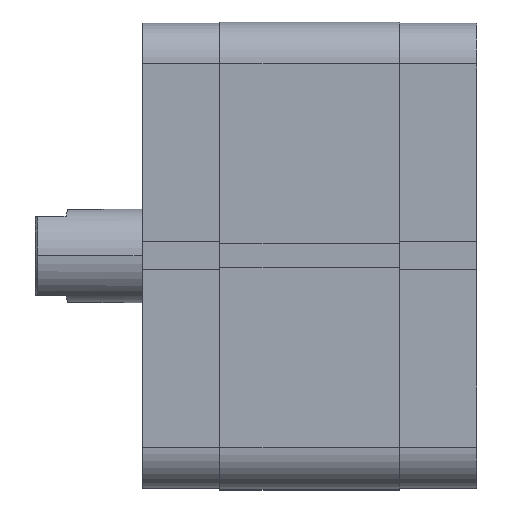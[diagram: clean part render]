
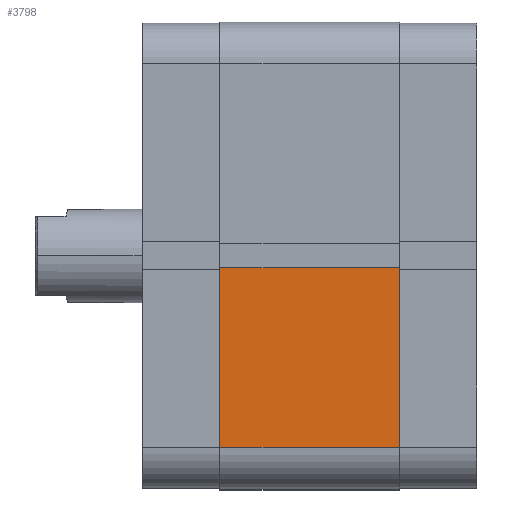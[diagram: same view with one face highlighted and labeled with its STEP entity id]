
A CAD part, top view. The second image highlights one B-rep face of the part: STEP entity #3798.
In plain terms, the highlighted face is planar.
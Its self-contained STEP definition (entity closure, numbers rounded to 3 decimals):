
#620 = EDGE_LOOP ( 'NONE', ( #3272, #3282, #3283, #3284 ) ) ;
#1121 = LINE ( 'NONE', #4225, #2349 ) ;
#1401 = EDGE_CURVE ( 'NONE', #6030, #6042, #1121, .T. ) ;
#1428 = EDGE_CURVE ( 'NONE', #6033, #6034, #2408, .T. ) ;
#1477 = EDGE_CURVE ( 'NONE', #6030, #6033, #2505, .T. ) ;
#1478 = EDGE_CURVE ( 'NONE', #6042, #6034, #2507, .T. ) ;
#2172 = AXIS2_PLACEMENT_3D ( 'NONE', #5256, #5259, #5260 ) ;
#2349 = VECTOR ( 'NONE', #4226, 1000. ) ;
#2408 = LINE ( 'NONE', #4286, #2412 ) ;
#2412 = VECTOR ( 'NONE', #4289, 1000. ) ;
#2505 = LINE ( 'NONE', #4392, #2506 ) ;
#2506 = VECTOR ( 'NONE', #4393, 1000. ) ;
#2507 = LINE ( 'NONE', #4394, #2508 ) ;
#2508 = VECTOR ( 'NONE', #4395, 1000. ) ;
#3115 = FACE_OUTER_BOUND ( 'NONE', #620, .T. ) ;
#3272 = ORIENTED_EDGE ( 'NONE', *, *, #1428, .T. ) ;
#3282 = ORIENTED_EDGE ( 'NONE', *, *, #1478, .F. ) ;
#3283 = ORIENTED_EDGE ( 'NONE', *, *, #1401, .F. ) ;
#3284 = ORIENTED_EDGE ( 'NONE', *, *, #1477, .T. ) ;
#3798 = ADVANCED_FACE ( 'NONE', ( #3115 ), #5257, .F. ) ;
#4225 = CARTESIAN_POINT ( 'NONE',  ( 2.6, 50., 38.5 ) ) ;
#4226 = DIRECTION ( 'NONE',  ( -1., 0., 0. ) ) ;
#4286 = CARTESIAN_POINT ( 'NONE',  ( 2.6, 50., 0. ) ) ;
#4289 = DIRECTION ( 'NONE',  ( -1., 0., 0. ) ) ;
#4392 = CARTESIAN_POINT ( 'NONE',  ( 41., 50., 38.5 ) ) ;
#4393 = DIRECTION ( 'NONE',  ( 0., 0., -1. ) ) ;
#4394 = CARTESIAN_POINT ( 'NONE',  ( 2.6, 50., 38.5 ) ) ;
#4395 = DIRECTION ( 'NONE',  ( 0., 0., -1. ) ) ;
#5256 = CARTESIAN_POINT ( 'NONE',  ( 2.6, 50., 38.5 ) ) ;
#5257 = PLANE ( 'NONE',  #2172 ) ;
#5259 = DIRECTION ( 'NONE',  ( 0., -1., 0. ) ) ;
#5260 = DIRECTION ( 'NONE',  ( 1., 0., 0. ) ) ;
#5396 = CARTESIAN_POINT ( 'NONE',  ( 41., 50., 38.5 ) ) ;
#5398 = CARTESIAN_POINT ( 'NONE',  ( 41., 50., 0. ) ) ;
#5399 = CARTESIAN_POINT ( 'NONE',  ( 2.6, 50., 0. ) ) ;
#5404 = CARTESIAN_POINT ( 'NONE',  ( 2.6, 50., 38.5 ) ) ;
#6030 = VERTEX_POINT ( 'NONE', #5396 ) ;
#6033 = VERTEX_POINT ( 'NONE', #5398 ) ;
#6034 = VERTEX_POINT ( 'NONE', #5399 ) ;
#6042 = VERTEX_POINT ( 'NONE', #5404 ) ;
